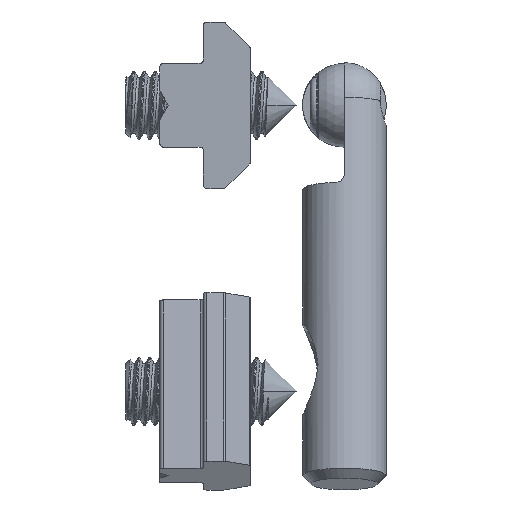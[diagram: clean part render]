
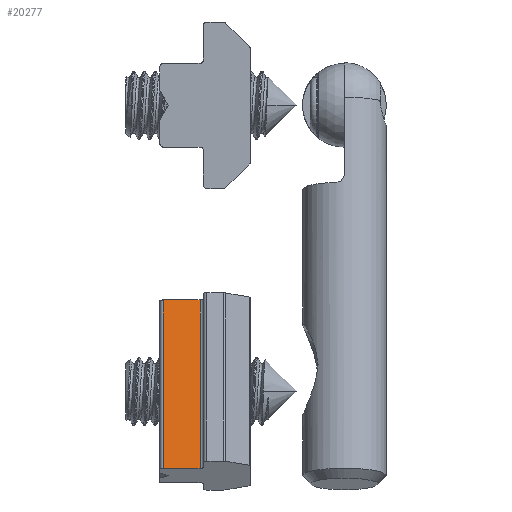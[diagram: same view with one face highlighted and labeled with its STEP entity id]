
A CAD part, left-side view. The second image highlights one B-rep face of the part: STEP entity #20277.
In plain terms, the highlighted face is planar.
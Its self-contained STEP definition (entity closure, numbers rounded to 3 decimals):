
#840 = CARTESIAN_POINT ( 'NONE',  ( 4.9, 5.5, 20. ) ) ;
#2486 = VERTEX_POINT ( 'NONE', #15980 ) ;
#2775 = ORIENTED_EDGE ( 'NONE', *, *, #15001, .T. ) ;
#2795 = ORIENTED_EDGE ( 'NONE', *, *, #9946, .F. ) ;
#3326 = CARTESIAN_POINT ( 'NONE',  ( 4.9, 10.2, 20. ) ) ;
#3413 = DIRECTION ( 'NONE',  ( 0., 1., 0. ) ) ;
#4422 = LINE ( 'NONE', #3326, #13036 ) ;
#4501 = ORIENTED_EDGE ( 'NONE', *, *, #18494, .T. ) ;
#4807 = FACE_OUTER_BOUND ( 'NONE', #14078, .T. ) ;
#4918 = DIRECTION ( 'NONE',  ( 0., 1., 0. ) ) ;
#4975 = CARTESIAN_POINT ( 'NONE',  ( 4.9, 5.5, 20. ) ) ;
#5079 = LINE ( 'NONE', #11460, #17431 ) ;
#5772 = PLANE ( 'NONE',  #7846 ) ;
#6617 = LINE ( 'NONE', #19431, #18945 ) ;
#7417 = DIRECTION ( 'NONE',  ( 0., -1., 0. ) ) ;
#7655 = EDGE_CURVE ( 'NONE', #20170, #12694, #4422, .T. ) ;
#7846 = AXIS2_PLACEMENT_3D ( 'NONE', #840, #17044, #7417 ) ;
#8851 = CARTESIAN_POINT ( 'NONE',  ( 4.9, 10.2, 0. ) ) ;
#9805 = LINE ( 'NONE', #4975, #10805 ) ;
#9946 = EDGE_CURVE ( 'NONE', #17738, #12694, #9805, .T. ) ;
#10549 = CARTESIAN_POINT ( 'NONE',  ( 4.9, 5.9, 20. ) ) ;
#10805 = VECTOR ( 'NONE', #4918, 1000. ) ;
#11460 = CARTESIAN_POINT ( 'NONE',  ( 4.9, 5.5, 0. ) ) ;
#12689 = CARTESIAN_POINT ( 'NONE',  ( 4.9, 10.2, 20. ) ) ;
#12694 = VERTEX_POINT ( 'NONE', #12689 ) ;
#13036 = VECTOR ( 'NONE', #18048, 1000. ) ;
#14078 = EDGE_LOOP ( 'NONE', ( #4501, #18417, #2795, #2775 ) ) ;
#15001 = EDGE_CURVE ( 'NONE', #17738, #2486, #6617, .T. ) ;
#15980 = CARTESIAN_POINT ( 'NONE',  ( 4.9, 5.9, 0. ) ) ;
#16289 = DIRECTION ( 'NONE',  ( 0., 0., -1. ) ) ;
#17044 = DIRECTION ( 'NONE',  ( -1., 0., 0. ) ) ;
#17431 = VECTOR ( 'NONE', #3413, 1000. ) ;
#17738 = VERTEX_POINT ( 'NONE', #10549 ) ;
#18048 = DIRECTION ( 'NONE',  ( 0., 0., 1. ) ) ;
#18417 = ORIENTED_EDGE ( 'NONE', *, *, #7655, .T. ) ;
#18494 = EDGE_CURVE ( 'NONE', #2486, #20170, #5079, .T. ) ;
#18945 = VECTOR ( 'NONE', #16289, 1000. ) ;
#19431 = CARTESIAN_POINT ( 'NONE',  ( 4.9, 5.9, 0. ) ) ;
#20170 = VERTEX_POINT ( 'NONE', #8851 ) ;
#20277 = ADVANCED_FACE ( 'NONE', ( #4807 ), #5772, .F. ) ;
